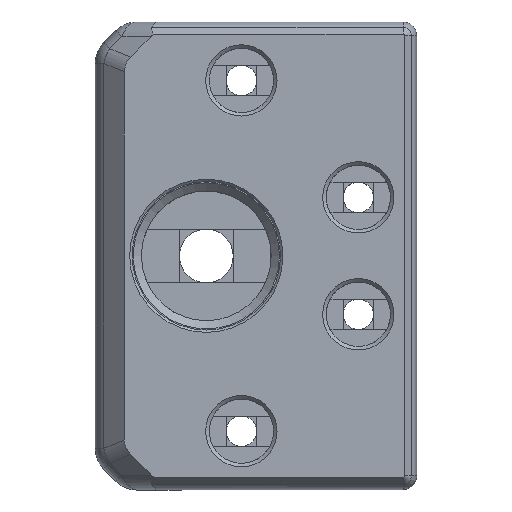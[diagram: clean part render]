
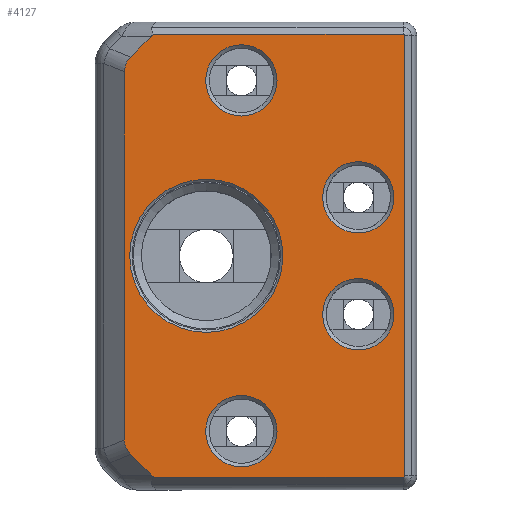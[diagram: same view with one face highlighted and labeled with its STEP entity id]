
A CAD part, top view. The second image highlights one B-rep face of the part: STEP entity #4127.
In plain terms, the highlighted planar face has unit normal (0, 0, 1).
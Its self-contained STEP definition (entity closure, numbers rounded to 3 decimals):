
#50=FACE_BOUND('',#617,.T.);
#51=FACE_BOUND('',#618,.T.);
#52=FACE_BOUND('',#619,.T.);
#53=FACE_BOUND('',#620,.T.);
#54=FACE_BOUND('',#621,.T.);
#105=ELLIPSE('',#4451,8.66,5.);
#106=ELLIPSE('',#4452,7.368,5.);
#107=ELLIPSE('',#4453,7.368,5.);
#108=ELLIPSE('',#4454,8.66,5.);
#203=PLANE('',#4448);
#357=FACE_OUTER_BOUND('',#616,.T.);
#616=EDGE_LOOP('',(#3049,#3050,#3051,#3052,#3053,#3054,#3055,#3056,#3057,
#3058,#3059,#3060));
#617=EDGE_LOOP('',(#3061));
#618=EDGE_LOOP('',(#3062));
#619=EDGE_LOOP('',(#3063));
#620=EDGE_LOOP('',(#3064));
#621=EDGE_LOOP('',(#3065));
#947=LINE('',#6529,#1329);
#949=LINE('',#6535,#1331);
#950=LINE('',#6539,#1332);
#951=LINE('',#6544,#1333);
#952=LINE('',#6548,#1334);
#953=LINE('',#6552,#1335);
#1329=VECTOR('',#5115,10.);
#1331=VECTOR('',#5121,10.);
#1332=VECTOR('',#5124,10.);
#1333=VECTOR('',#5129,10.);
#1334=VECTOR('',#5132,10.);
#1335=VECTOR('',#5135,10.);
#1655=CIRCLE('',#4449,0.237);
#1656=CIRCLE('',#4450,0.237);
#1657=CIRCLE('',#4455,6.1);
#1658=CIRCLE('',#4456,6.1);
#1659=CIRCLE('',#4457,13.1);
#1660=CIRCLE('',#4458,6.1);
#1661=CIRCLE('',#4459,6.1);
#1936=VERTEX_POINT('',#6527);
#1937=VERTEX_POINT('',#6528);
#1938=VERTEX_POINT('',#6533);
#1939=VERTEX_POINT('',#6534);
#1940=VERTEX_POINT('',#6536);
#1941=VERTEX_POINT('',#6538);
#1942=VERTEX_POINT('',#6541);
#1943=VERTEX_POINT('',#6543);
#1944=VERTEX_POINT('',#6545);
#1945=VERTEX_POINT('',#6547);
#1946=VERTEX_POINT('',#6549);
#1947=VERTEX_POINT('',#6551);
#1948=VERTEX_POINT('',#6554);
#1949=VERTEX_POINT('',#6556);
#1950=VERTEX_POINT('',#6558);
#1951=VERTEX_POINT('',#6560);
#1952=VERTEX_POINT('',#6562);
#2355=EDGE_CURVE('',#1936,#1937,#947,.T.);
#2358=EDGE_CURVE('',#1938,#1939,#949,.T.);
#2359=EDGE_CURVE('',#1940,#1938,#1655,.T.);
#2360=EDGE_CURVE('',#1941,#1940,#950,.T.);
#2361=EDGE_CURVE('',#1937,#1941,#1656,.T.);
#2362=EDGE_CURVE('',#1942,#1936,#105,.T.);
#2363=EDGE_CURVE('',#1942,#1943,#951,.T.);
#2364=EDGE_CURVE('',#1944,#1943,#106,.T.);
#2365=EDGE_CURVE('',#1945,#1944,#952,.T.);
#2366=EDGE_CURVE('',#1946,#1945,#107,.T.);
#2367=EDGE_CURVE('',#1947,#1946,#953,.T.);
#2368=EDGE_CURVE('',#1939,#1947,#108,.T.);
#2369=EDGE_CURVE('',#1948,#1948,#1657,.T.);
#2370=EDGE_CURVE('',#1949,#1949,#1658,.T.);
#2371=EDGE_CURVE('',#1950,#1950,#1659,.T.);
#2372=EDGE_CURVE('',#1951,#1951,#1660,.T.);
#2373=EDGE_CURVE('',#1952,#1952,#1661,.T.);
#3049=ORIENTED_EDGE('',*,*,#2358,.F.);
#3050=ORIENTED_EDGE('',*,*,#2359,.F.);
#3051=ORIENTED_EDGE('',*,*,#2360,.F.);
#3052=ORIENTED_EDGE('',*,*,#2361,.F.);
#3053=ORIENTED_EDGE('',*,*,#2355,.F.);
#3054=ORIENTED_EDGE('',*,*,#2362,.F.);
#3055=ORIENTED_EDGE('',*,*,#2363,.T.);
#3056=ORIENTED_EDGE('',*,*,#2364,.F.);
#3057=ORIENTED_EDGE('',*,*,#2365,.F.);
#3058=ORIENTED_EDGE('',*,*,#2366,.F.);
#3059=ORIENTED_EDGE('',*,*,#2367,.F.);
#3060=ORIENTED_EDGE('',*,*,#2368,.F.);
#3061=ORIENTED_EDGE('',*,*,#2369,.F.);
#3062=ORIENTED_EDGE('',*,*,#2370,.F.);
#3063=ORIENTED_EDGE('',*,*,#2371,.F.);
#3064=ORIENTED_EDGE('',*,*,#2372,.F.);
#3065=ORIENTED_EDGE('',*,*,#2373,.F.);
#4127=ADVANCED_FACE('',(#357,#50,#51,#52,#53,#54),#203,.F.);
#4448=AXIS2_PLACEMENT_3D('',#6532,#5119,#5120);
#4449=AXIS2_PLACEMENT_3D('',#6537,#5122,#5123);
#4450=AXIS2_PLACEMENT_3D('',#6540,#5125,#5126);
#4451=AXIS2_PLACEMENT_3D('',#6542,#5127,#5128);
#4452=AXIS2_PLACEMENT_3D('',#6546,#5130,#5131);
#4453=AXIS2_PLACEMENT_3D('',#6550,#5133,#5134);
#4454=AXIS2_PLACEMENT_3D('',#6553,#5136,#5137);
#4455=AXIS2_PLACEMENT_3D('',#6555,#5138,#5139);
#4456=AXIS2_PLACEMENT_3D('',#6557,#5140,#5141);
#4457=AXIS2_PLACEMENT_3D('',#6559,#5142,#5143);
#4458=AXIS2_PLACEMENT_3D('',#6561,#5144,#5145);
#4459=AXIS2_PLACEMENT_3D('',#6563,#5146,#5147);
#5115=DIRECTION('',(1.,0.,0.));
#5119=DIRECTION('center_axis',(0.,0.,
-1.));
#5120=DIRECTION('ref_axis',(0.,-1.,0.));
#5121=DIRECTION('',(-1.,0.,0.));
#5122=DIRECTION('center_axis',(0.,0.,
-1.));
#5123=DIRECTION('ref_axis',(0.707,-0.707,0.));
#5124=DIRECTION('',(0.,-1.,0.));
#5125=DIRECTION('center_axis',(0.,0.,
-1.));
#5126=DIRECTION('ref_axis',(0.707,0.707,0.));
#5127=DIRECTION('center_axis',(0.,0.,
-1.));
#5128=DIRECTION('ref_axis',(-1.,0.,0.));
#5129=DIRECTION('',(-0.707,-0.707,0.));
#5130=DIRECTION('center_axis',(0.,0.,
-1.));
#5131=DIRECTION('ref_axis',(-0.924,0.383,0.));
#5132=DIRECTION('',(0.,1.,0.));
#5133=DIRECTION('center_axis',(0.,0.,
-1.));
#5134=DIRECTION('ref_axis',(-0.924,-0.383,0.));
#5135=DIRECTION('',(-0.707,0.707,0.));
#5136=DIRECTION('center_axis',(0.,0.,
-1.));
#5137=DIRECTION('ref_axis',(-1.,0.,0.));
#5138=DIRECTION('center_axis',(0.,0.,
1.));
#5139=DIRECTION('ref_axis',(0.,1.,0.));
#5140=DIRECTION('center_axis',(0.,0.,
1.));
#5141=DIRECTION('ref_axis',(0.,1.,0.));
#5142=DIRECTION('center_axis',(0.,0.,
1.));
#5143=DIRECTION('ref_axis',(0.,1.,0.));
#5144=DIRECTION('center_axis',(0.,0.,
1.));
#5145=DIRECTION('ref_axis',(0.,1.,0.));
#5146=DIRECTION('center_axis',(0.,0.,
1.));
#5147=DIRECTION('ref_axis',(0.,1.,0.));
#6527=CARTESIAN_POINT('',(-44.984,77.899,20.));
#6528=CARTESIAN_POINT('',(-2.338,77.899,20.));
#6529=CARTESIAN_POINT('',(0.,77.899,20.));
#6532=CARTESIAN_POINT('Origin',(0.,0.,
20.));
#6533=CARTESIAN_POINT('',(-2.338,2.101,20.));
#6534=CARTESIAN_POINT('',(-44.984,2.101,20.));
#6535=CARTESIAN_POINT('',(0.,2.101,20.));
#6536=CARTESIAN_POINT('',(-2.101,2.338,20.));
#6537=CARTESIAN_POINT('Origin',(-2.338,2.338,20.));
#6538=CARTESIAN_POINT('',(-2.101,77.662,20.));
#6539=CARTESIAN_POINT('',(-2.101,0.,20.));
#6540=CARTESIAN_POINT('Origin',(-2.338,77.662,20.));
#6541=CARTESIAN_POINT('',(-45.429,77.5,20.));
#6542=CARTESIAN_POINT('Origin',(-37.929,75.,20.));
#6543=CARTESIAN_POINT('',(-48.964,73.964,20.));
#6544=CARTESIAN_POINT('',(-58.339,64.589,20.));
#6545=CARTESIAN_POINT('',(-50.,71.464,20.));
#6546=CARTESIAN_POINT('Origin',(-42.929,70.,20.));
#6547=CARTESIAN_POINT('',(-50.,8.536,20.));
#6548=CARTESIAN_POINT('',(-50.,0.,20.));
#6549=CARTESIAN_POINT('',(-48.964,6.036,20.));
#6550=CARTESIAN_POINT('Origin',(-42.929,10.,20.));
#6551=CARTESIAN_POINT('',(-45.429,2.5,20.));
#6552=CARTESIAN_POINT('',(-28.339,-14.589,20.));
#6553=CARTESIAN_POINT('Origin',(-37.929,5.,20.));
#6554=CARTESIAN_POINT('',(-10.,43.9,20.));
#6555=CARTESIAN_POINT('Origin',(-10.,50.,20.));
#6556=CARTESIAN_POINT('',(-10.,23.9,20.));
#6557=CARTESIAN_POINT('Origin',(-10.,30.,20.));
#6558=CARTESIAN_POINT('',(-36.,26.9,20.));
#6559=CARTESIAN_POINT('Origin',(-36.,40.,20.));
#6560=CARTESIAN_POINT('',(-30.,63.9,20.));
#6561=CARTESIAN_POINT('Origin',(-30.,70.,20.));
#6562=CARTESIAN_POINT('',(-30.,3.9,20.));
#6563=CARTESIAN_POINT('Origin',(-30.,10.,20.));
